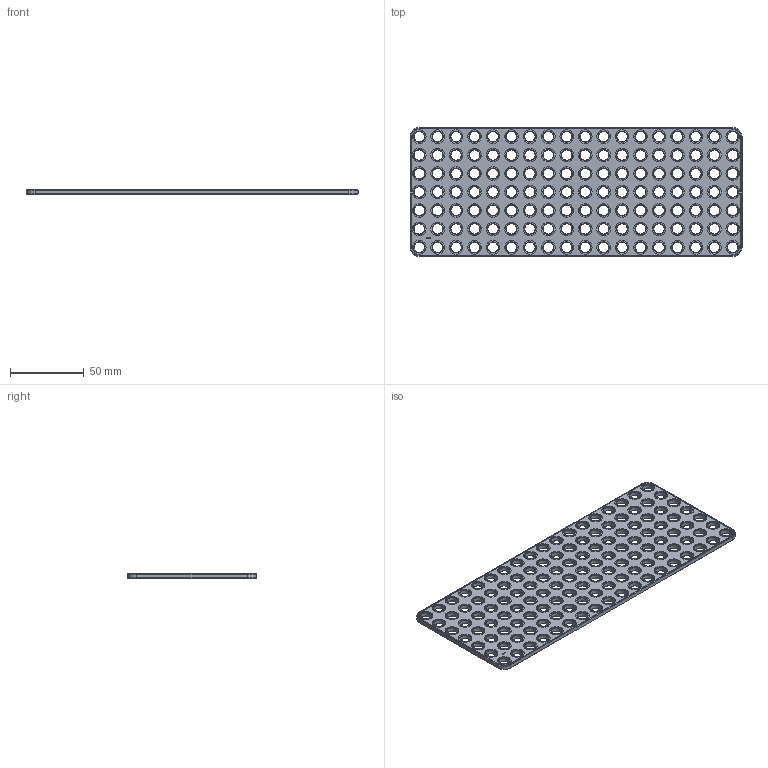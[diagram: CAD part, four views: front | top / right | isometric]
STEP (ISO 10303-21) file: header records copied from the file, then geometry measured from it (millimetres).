
FILE_DESCRIPTION(('FreeCAD Model'),'2;1');
FILE_NAME('Open CASCADE Shape Model','2024-10-08T23:55:40',(''),(''), 'Open CASCADE STEP processor 7.7','FreeCAD','Unknown');
FILE_SCHEMA(('AUTOMOTIVE_DESIGN { 1 0 10303 214 1 1 1 1 }'));
Length unit declared in the file: millimetre
Products named in the file (1): Plate RCT CRNR BU18x07x00.25 - SPN-PLT-0210 (stemfie.org)
Bounding box: 225 x 87.5 x 3.12 mm (x, y, z)
Volume: 43795.9 mm3; surface area: 39879.1 mm2
Topology: 1 solids, 1 shells, 1102 faces, 2558 edges, 1616 vertices
Faces by surface type: plane 450, cylinder 260, cone 260, extrusion 132
Full cylindrical faces by diameter (mm): 7 x126, 9.2 x126
Entity records: 32139 total; most frequent: CARTESIAN_POINT 6360, DIRECTION 5148, ORIENTED_EDGE 5116, EDGE_CURVE 2558, AXIS2_PLACEMENT_3D 1751, VECTOR 1646, VERTEX_POINT 1616, LINE 1514
